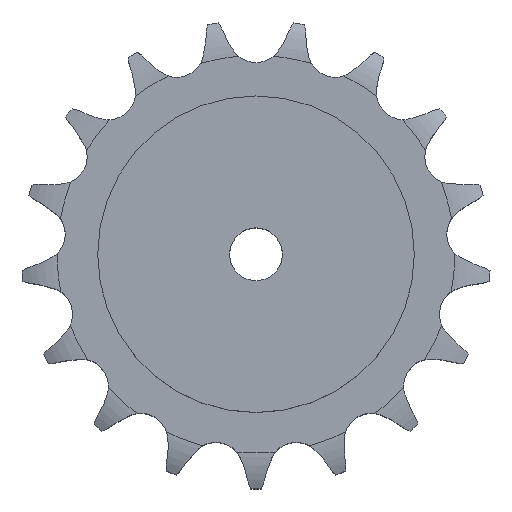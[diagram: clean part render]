
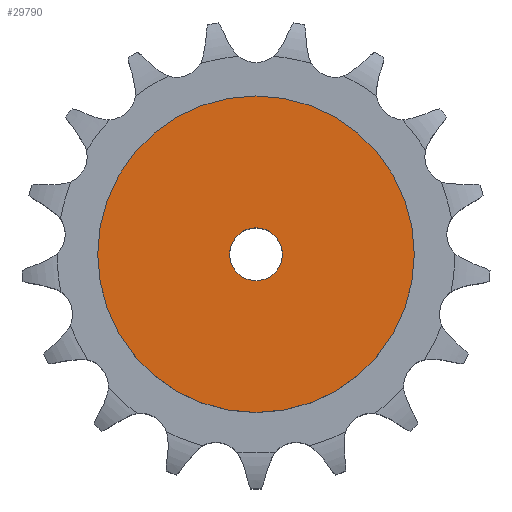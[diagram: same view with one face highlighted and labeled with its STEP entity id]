
A CAD part, top view. The second image highlights one B-rep face of the part: STEP entity #29790.
In plain terms, the highlighted planar face has unit normal (0, 0, 1).
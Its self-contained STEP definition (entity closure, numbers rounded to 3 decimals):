
#16012 = CYLINDRICAL_SURFACE('',#16013,12.5);
#16013 = AXIS2_PLACEMENT_3D('',#16014,#16015,#16016);
#16014 = CARTESIAN_POINT('',(0.,0.,361.814));
#16015 = DIRECTION('',(0.,0.,1.));
#16016 = DIRECTION('',(1.,0.,0.));
#20381 = EDGE_CURVE('',#20382,#20382,#20384,.T.);
#20382 = VERTEX_POINT('',#20383);
#20383 = CARTESIAN_POINT('',(12.5,0.,100.));
#20384 = SURFACE_CURVE('',#20385,(#20390,#20397),.PCURVE_S1.);
#20385 = CIRCLE('',#20386,12.5);
#20386 = AXIS2_PLACEMENT_3D('',#20387,#20388,#20389);
#20387 = CARTESIAN_POINT('',(0.,0.,100.));
#20388 = DIRECTION('',(0.,0.,1.));
#20389 = DIRECTION('',(1.,0.,0.));
#20390 = PCURVE('',#16012,#20391);
#20391 = DEFINITIONAL_REPRESENTATION('',(#20392),#20396);
#20392 = LINE('',#20393,#20394);
#20393 = CARTESIAN_POINT('',(0.,-261.814));
#20394 = VECTOR('',#20395,1.);
#20395 = DIRECTION('',(1.,0.));
#20396 = ( GEOMETRIC_REPRESENTATION_CONTEXT(2) 
PARAMETRIC_REPRESENTATION_CONTEXT() REPRESENTATION_CONTEXT('2D SPACE',''
  ) );
#20397 = PCURVE('',#20398,#20403);
#20398 = PLANE('',#20399);
#20399 = AXIS2_PLACEMENT_3D('',#20400,#20401,#20402);
#20400 = CARTESIAN_POINT('',(0.,0.,100.
    ));
#20401 = DIRECTION('',(0.,0.,1.));
#20402 = DIRECTION('',(1.,0.,0.));
#20403 = DEFINITIONAL_REPRESENTATION('',(#20404),#20408);
#20404 = CIRCLE('',#20405,12.5);
#20405 = AXIS2_PLACEMENT_2D('',#20406,#20407);
#20406 = CARTESIAN_POINT('',(0.,0.));
#20407 = DIRECTION('',(1.,0.));
#20408 = ( GEOMETRIC_REPRESENTATION_CONTEXT(2) 
PARAMETRIC_REPRESENTATION_CONTEXT() REPRESENTATION_CONTEXT('2D SPACE',''
  ) );
#29790 = ADVANCED_FACE('',(#29791,#29822),#20398,.T.);
#29791 = FACE_BOUND('',#29792,.T.);
#29792 = EDGE_LOOP('',(#29793));
#29793 = ORIENTED_EDGE('',*,*,#29794,.T.);
#29794 = EDGE_CURVE('',#29795,#29795,#29797,.T.);
#29795 = VERTEX_POINT('',#29796);
#29796 = CARTESIAN_POINT('',(75.,0.,100.));
#29797 = SURFACE_CURVE('',#29798,(#29803,#29810),.PCURVE_S1.);
#29798 = CIRCLE('',#29799,75.);
#29799 = AXIS2_PLACEMENT_3D('',#29800,#29801,#29802);
#29800 = CARTESIAN_POINT('',(0.,0.,100.));
#29801 = DIRECTION('',(0.,0.,1.));
#29802 = DIRECTION('',(1.,0.,0.));
#29803 = PCURVE('',#20398,#29804);
#29804 = DEFINITIONAL_REPRESENTATION('',(#29805),#29809);
#29805 = CIRCLE('',#29806,75.);
#29806 = AXIS2_PLACEMENT_2D('',#29807,#29808);
#29807 = CARTESIAN_POINT('',(0.,0.));
#29808 = DIRECTION('',(1.,0.));
#29809 = ( GEOMETRIC_REPRESENTATION_CONTEXT(2) 
PARAMETRIC_REPRESENTATION_CONTEXT() REPRESENTATION_CONTEXT('2D SPACE',''
  ) );
#29810 = PCURVE('',#29811,#29816);
#29811 = CYLINDRICAL_SURFACE('',#29812,75.);
#29812 = AXIS2_PLACEMENT_3D('',#29813,#29814,#29815);
#29813 = CARTESIAN_POINT('',(0.,0.,0.));
#29814 = DIRECTION('',(-0.,-0.,-1.));
#29815 = DIRECTION('',(1.,0.,0.));
#29816 = DEFINITIONAL_REPRESENTATION('',(#29817),#29821);
#29817 = LINE('',#29818,#29819);
#29818 = CARTESIAN_POINT('',(-0.,-100.));
#29819 = VECTOR('',#29820,1.);
#29820 = DIRECTION('',(-1.,0.));
#29821 = ( GEOMETRIC_REPRESENTATION_CONTEXT(2) 
PARAMETRIC_REPRESENTATION_CONTEXT() REPRESENTATION_CONTEXT('2D SPACE',''
  ) );
#29822 = FACE_BOUND('',#29823,.T.);
#29823 = EDGE_LOOP('',(#29824));
#29824 = ORIENTED_EDGE('',*,*,#20381,.F.);
